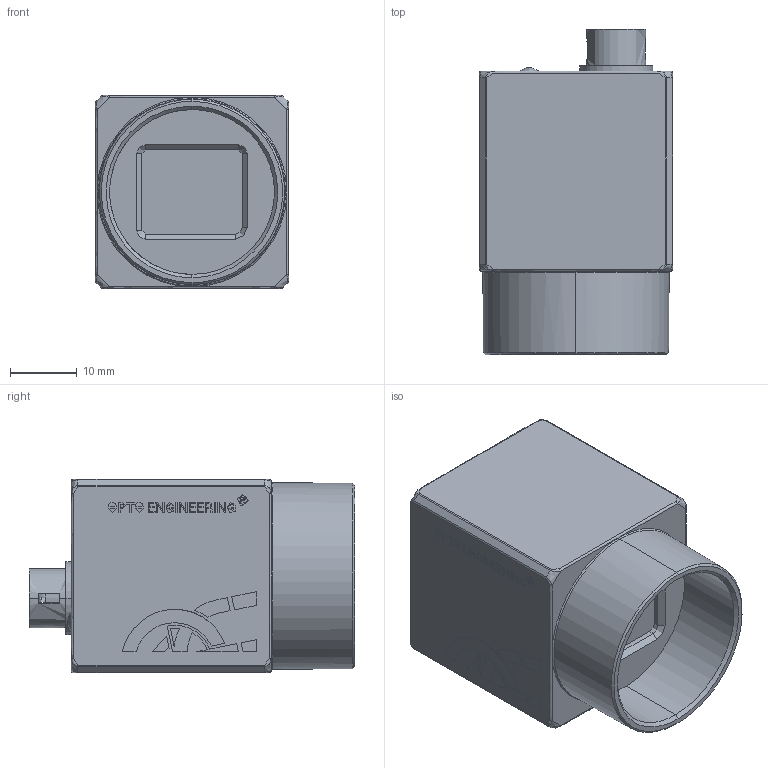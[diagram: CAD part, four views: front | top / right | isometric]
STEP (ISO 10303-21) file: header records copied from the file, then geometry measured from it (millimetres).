
FILE_DESCRIPTION (( 'STEP AP203' ), '1' );
FILE_NAME ('DP28944-B_COE-XXX-Y-USB-TYPE 1.step', '2021-11-29T09:17:29', ( '' ), ( '' ), 'SwSTEP 2.0', 'SolidWorks 2021', '' );
FILE_SCHEMA (( 'CONFIG_CONTROL_DESIGN' ));
Length unit declared in the file: millimetre
Products named in the file (1): DP28944-B_COE-XXX-Y-USB-TYPE 1
Bounding box: 29 x 48.81 x 29 mm (x, y, z)
Volume: 27051 mm3; surface area: 8111.4 mm2
Topology: 47 solids, 47 shells, 805 faces, 2167 edges, 1473 vertices
Faces by surface type: bspline 442, plane 363
Entity records: 32063 total; most frequent: CARTESIAN_POINT 17800, ORIENTED_EDGE 4334, EDGE_CURVE 2167, B_SPLINE_CURVE_WITH_KNOTS 1864, VERTEX_POINT 1473, EDGE_LOOP 862, ADVANCED_FACE 805, FACE_OUTER_BOUND 805
